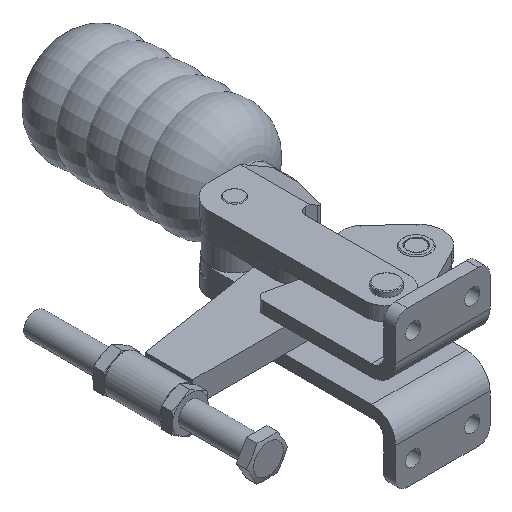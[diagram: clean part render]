
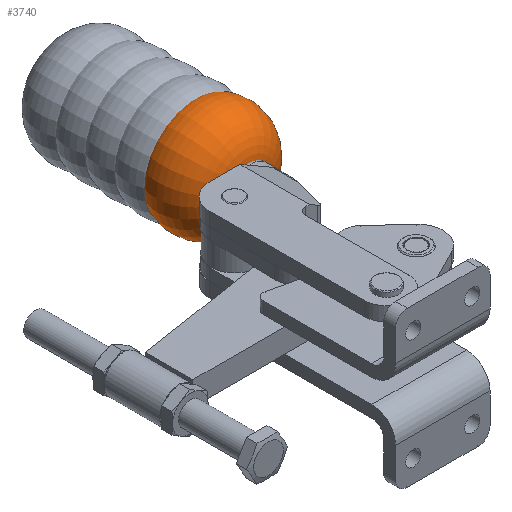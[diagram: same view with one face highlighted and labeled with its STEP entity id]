
A CAD part, isometric view. The second image highlights one B-rep face of the part: STEP entity #3740.
In plain terms, the highlighted toroidal (fillet/blend) face has major radius 11.2 mm and minor radius 26 mm.
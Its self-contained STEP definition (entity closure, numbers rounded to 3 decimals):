
#108=DEGENERATE_TOROIDAL_SURFACE('',#4164,11.2,26.,.F.);
#383=CIRCLE('',#4163,13.205);
#384=CIRCLE('',#4165,12.8);
#1152=VERTEX_POINT('',#6275);
#1153=VERTEX_POINT('',#6278);
#1704=EDGE_CURVE('',#1152,#1152,#383,.T.);
#1705=EDGE_CURVE('',#1153,#1153,#384,.T.);
#2660=ORIENTED_EDGE('',*,*,#1705,.T.);
#2661=ORIENTED_EDGE('',*,*,#1704,.F.);
#3064=EDGE_LOOP('',(#2660));
#3065=EDGE_LOOP('',(#2661));
#3468=FACE_BOUND('',#3064,.T.);
#3469=FACE_BOUND('',#3065,.T.);
#3740=ADVANCED_FACE('',(#3468,#3469),#108,.T.);
#4163=AXIS2_PLACEMENT_3D('',#6274,#5079,#5080);
#4164=AXIS2_PLACEMENT_3D('',#6276,#5081,$);
#4165=AXIS2_PLACEMENT_3D('',#6277,#5082,#5083);
#5079=DIRECTION('',(0.,1.,0.));
#5080=DIRECTION('',(13.205,0.,0.));
#5081=DIRECTION('',(0.,1.,0.));
#5082=DIRECTION('',(0.,1.,0.));
#5083=DIRECTION('',(-12.8,0.,0.));
#6274=CARTESIAN_POINT('',(487.481,263.249,-78.206));
#6275=CARTESIAN_POINT('',(474.276,263.249,-78.206));
#6276=CARTESIAN_POINT('',(487.481,254.283,-78.206));
#6277=CARTESIAN_POINT('',(487.481,244.283,-78.206));
#6278=CARTESIAN_POINT('',(474.681,244.283,-78.206));
